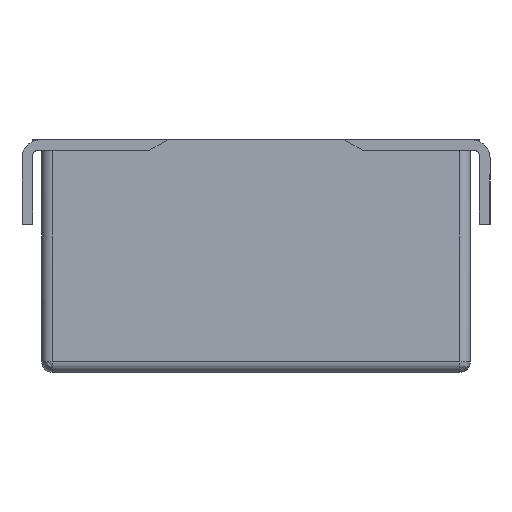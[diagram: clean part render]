
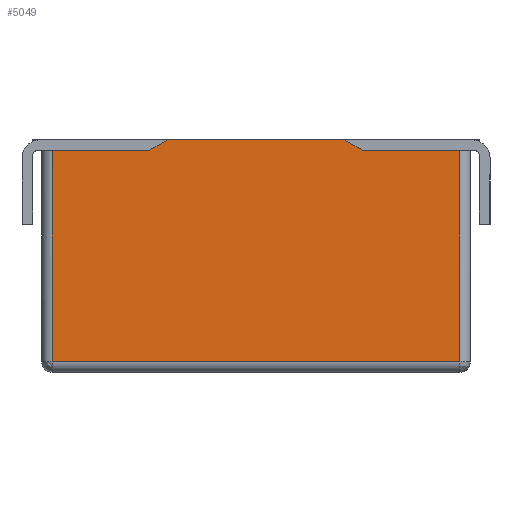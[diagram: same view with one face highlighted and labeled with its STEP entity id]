
A CAD part, left-side view. The second image highlights one B-rep face of the part: STEP entity #5049.
In plain terms, the highlighted planar face has unit normal (-1, 0, 0).
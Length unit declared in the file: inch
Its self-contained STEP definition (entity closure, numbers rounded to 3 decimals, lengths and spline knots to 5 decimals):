
#3 = CARTESIAN_POINT ( 'NONE',  ( 0., 0.22441, 0. ) ) ;
#230 = VECTOR ( 'NONE', #2819, 39.37008 ) ;
#410 = VERTEX_POINT ( 'NONE', #1526 ) ;
#584 = CARTESIAN_POINT ( 'NONE',  ( 0., 0.23622, 0.25591 ) ) ;
#634 = VERTEX_POINT ( 'NONE', #5276 ) ;
#649 = EDGE_CURVE ( 'NONE', #4944, #2472, #1350, .T. ) ;
#714 = ORIENTED_EDGE ( 'NONE', *, *, #2935, .F. ) ;
#944 = CARTESIAN_POINT ( 'NONE',  ( 0., 0., 0.24409 ) ) ;
#997 = CARTESIAN_POINT ( 'NONE',  ( 0., -0.22441, 0.01181 ) ) ;
#1048 = CARTESIAN_POINT ( 'NONE',  ( 0., 0.22441, 0.01181 ) ) ;
#1162 = EDGE_CURVE ( 'NONE', #4913, #2712, #4546, .T. ) ;
#1172 = ORIENTED_EDGE ( 'NONE', *, *, #649, .T. ) ;
#1350 = LINE ( 'NONE', #3, #4539 ) ;
#1407 = LINE ( 'NONE', #4731, #4874 ) ;
#1438 = VECTOR ( 'NONE', #3097, 39.37008 ) ;
#1448 = ORIENTED_EDGE ( 'NONE', *, *, #1470, .T. ) ;
#1454 = ORIENTED_EDGE ( 'NONE', *, *, #5573, .T. ) ;
#1470 = EDGE_CURVE ( 'NONE', #634, #4913, #4968, .T. ) ;
#1526 = CARTESIAN_POINT ( 'NONE',  ( 0., -0.22441, 0.24409 ) ) ;
#1571 = LINE ( 'NONE', #5008, #4868 ) ;
#1589 = EDGE_LOOP ( 'NONE', ( #1872, #714, #1172, #3612, #1454, #3070, #4347, #1448 ) ) ;
#1694 = DIRECTION ( 'NONE',  ( 0., 0.866, -0.5 ) ) ;
#1710 = LINE ( 'NONE', #2601, #1438 ) ;
#1755 = LINE ( 'NONE', #3691, #230 ) ;
#1872 = ORIENTED_EDGE ( 'NONE', *, *, #1162, .T. ) ;
#1889 = VECTOR ( 'NONE', #2505, 39.37008 ) ;
#2009 = EDGE_CURVE ( 'NONE', #5100, #634, #1755, .T. ) ;
#2334 = DIRECTION ( 'NONE',  ( 0., -1., 0. ) ) ;
#2359 = CARTESIAN_POINT ( 'NONE',  ( 0., 0.23622, 0. ) ) ;
#2472 = VERTEX_POINT ( 'NONE', #1048 ) ;
#2505 = DIRECTION ( 'NONE',  ( 0., -1., 0. ) ) ;
#2571 = AXIS2_PLACEMENT_3D ( 'NONE', #2359, #3268, #2799 ) ;
#2601 = CARTESIAN_POINT ( 'NONE',  ( 0., 0., 0.24409 ) ) ;
#2614 = FACE_OUTER_BOUND ( 'NONE', #1589, .T. ) ;
#2712 = VERTEX_POINT ( 'NONE', #5429 ) ;
#2799 = DIRECTION ( 'NONE',  ( 0., 0., 1. ) ) ;
#2819 = DIRECTION ( 'NONE',  ( 0., 0.866, 0.5 ) ) ;
#2897 = DIRECTION ( 'NONE',  ( 0., 0., -1. ) ) ;
#2935 = EDGE_CURVE ( 'NONE', #4944, #2712, #5266, .T. ) ;
#3070 = ORIENTED_EDGE ( 'NONE', *, *, #6144, .F. ) ;
#3097 = DIRECTION ( 'NONE',  ( 0., -1., 0. ) ) ;
#3268 = DIRECTION ( 'NONE',  ( -1., 0., 0. ) ) ;
#3402 = VECTOR ( 'NONE', #6235, 39.37008 ) ;
#3559 = CARTESIAN_POINT ( 'NONE',  ( 0., 0.09765, 0.25591 ) ) ;
#3612 = ORIENTED_EDGE ( 'NONE', *, *, #3934, .T. ) ;
#3691 = CARTESIAN_POINT ( 'NONE',  ( 0., -0.11811, 0.24409 ) ) ;
#3934 = EDGE_CURVE ( 'NONE', #2472, #4130, #1407, .T. ) ;
#4130 = VERTEX_POINT ( 'NONE', #997 ) ;
#4347 = ORIENTED_EDGE ( 'NONE', *, *, #2009, .T. ) ;
#4425 = VECTOR ( 'NONE', #1694, 39.37008 ) ;
#4539 = VECTOR ( 'NONE', #2897, 39.37008 ) ;
#4546 = LINE ( 'NONE', #5127, #4425 ) ;
#4547 = PLANE ( 'NONE',  #2571 ) ;
#4570 = CARTESIAN_POINT ( 'NONE',  ( 0., 0.22441, 0.24409 ) ) ;
#4731 = CARTESIAN_POINT ( 'NONE',  ( 0., 0.23622, 0.01181 ) ) ;
#4868 = VECTOR ( 'NONE', #5930, 39.37008 ) ;
#4874 = VECTOR ( 'NONE', #2334, 39.37008 ) ;
#4913 = VERTEX_POINT ( 'NONE', #3559 ) ;
#4944 = VERTEX_POINT ( 'NONE', #4570 ) ;
#4968 = LINE ( 'NONE', #584, #3402 ) ;
#5008 = CARTESIAN_POINT ( 'NONE',  ( 0., -0.22441, 0. ) ) ;
#5049 = ADVANCED_FACE ( 'NONE', ( #2614 ), #4547, .T. ) ;
#5100 = VERTEX_POINT ( 'NONE', #5656 ) ;
#5127 = CARTESIAN_POINT ( 'NONE',  ( 0., 0.09765, 0.25591 ) ) ;
#5266 = LINE ( 'NONE', #944, #1889 ) ;
#5276 = CARTESIAN_POINT ( 'NONE',  ( 0., -0.09765, 0.25591 ) ) ;
#5429 = CARTESIAN_POINT ( 'NONE',  ( 0., 0.11811, 0.24409 ) ) ;
#5573 = EDGE_CURVE ( 'NONE', #4130, #410, #1571, .T. ) ;
#5656 = CARTESIAN_POINT ( 'NONE',  ( 0., -0.11811, 0.24409 ) ) ;
#5930 = DIRECTION ( 'NONE',  ( 0., 0., 1. ) ) ;
#6144 = EDGE_CURVE ( 'NONE', #5100, #410, #1710, .T. ) ;
#6235 = DIRECTION ( 'NONE',  ( 0., 1., 0. ) ) ;
